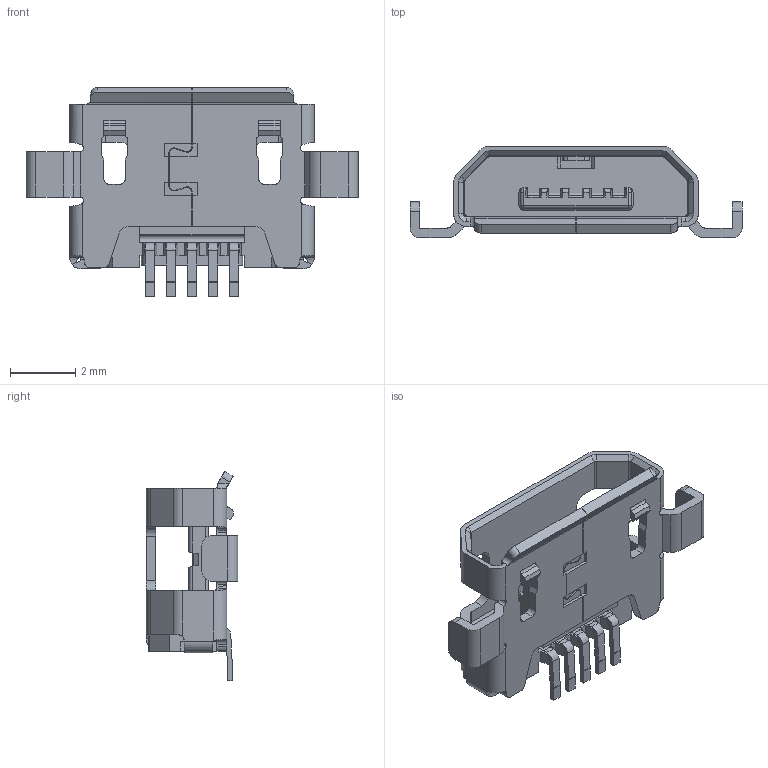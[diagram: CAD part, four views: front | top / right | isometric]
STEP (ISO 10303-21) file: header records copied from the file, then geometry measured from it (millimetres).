
FILE_DESCRIPTION(/* description */ (''),/* implementation_level */ '2;1');
FILE_NAME(/* name */ 'USB3155-30-A_revB v1.step',/* time_stamp */ '2017-09-13T08:08:19+02:00',/* author */ (''),/* organization */ (''),/* preprocessor_version */ 'ST-DEVELOPER v16.13',/* originating_system */ 'Autodesk Translation Framework v6.1.1.50',/* authorisation */ '');
FILE_SCHEMA (('AUTOMOTIVE_DESIGN { 1 0 10303 214 3 1 1 }'));
Length unit declared in the file: millimetre
Products named in the file (10): USB3155-30-A_revB v2; CP_HOI_ASM___; CP_HOUR___; CP_TER___ (1); CP_TER___-1; CP_TER___-4; CP_TER___-3; CP_TER___-2; CP_TER___; SHELLNEW
Assembly tree (9 placements, depth 4):
  USB3155-30-A_revB v2
    CP_HOI_ASM___
      CP_HOUR___
      CP_TER___ (1)
        CP_TER___-1
        CP_TER___-4
        CP_TER___-3
        CP_TER___-2
        CP_TER___
    SHELLNEW
Bounding box: 10.18 x 2.81 x 6.42 mm (x, y, z)
Volume: 43.6 mm3; surface area: 297.6 mm2
Topology: 7 solids, 12 shells, 731 faces, 2052 edges, 1331 vertices
Faces by surface type: plane 497, cylinder 199, bspline 20, cone 10, sphere 5
Entity records: 24947 total; most frequent: CARTESIAN_POINT 5657, ORIENTED_EDGE 4126, DIRECTION 3850, EDGE_CURVE 2052, LINE 1598, VECTOR 1598, VERTEX_POINT 1331, AXIS2_PLACEMENT_3D 1126
